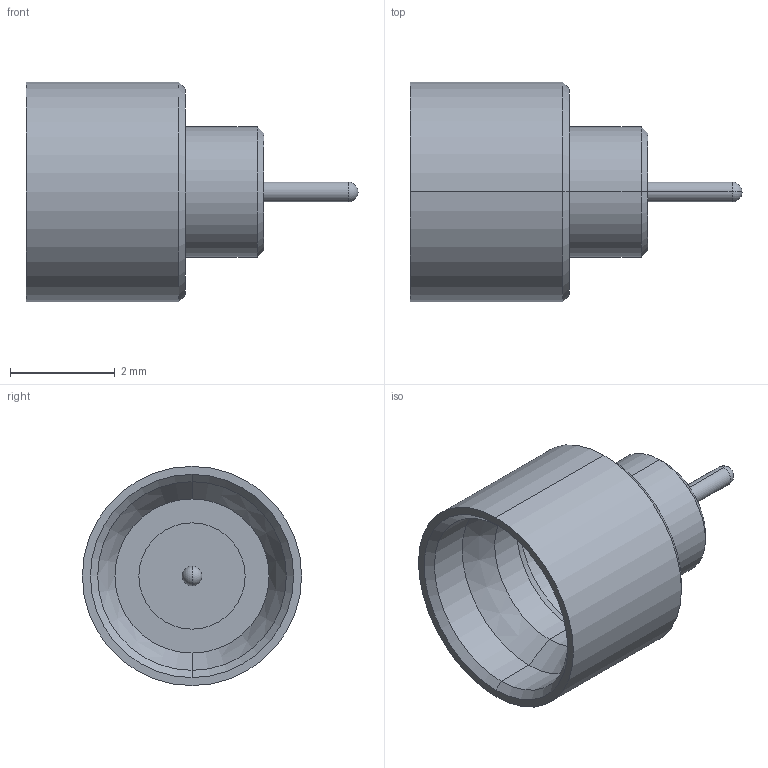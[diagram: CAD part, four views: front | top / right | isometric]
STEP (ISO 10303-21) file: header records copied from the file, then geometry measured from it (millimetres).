
FILE_DESCRIPTION (( 'STEP AP203' ), '1' );
FILE_NAME ('PE44779.step', '2019-06-14T17:31:16', ( '' ), ( '' ), 'SwSTEP 2.0', 'SolidWorks 2018', '' );
FILE_SCHEMA (( 'CONFIG_CONTROL_DESIGN' ));
Length unit declared in the file: inch
Products named in the file (1): PE44779
Bounding box: 6.35 x 4.19 x 4.19 mm (x, y, z)
Volume: 24.9 mm3; surface area: 110.1 mm2
Topology: 1 solids, 1 shells, 38 faces, 82 edges, 48 vertices
Faces by surface type: cylinder 18, cone 10, plane 6, sphere 4
Entity records: 1055 total; most frequent: DIRECTION 198, CARTESIAN_POINT 157, ORIENTED_EDGE 148, AXIS2_PLACEMENT_3D 85, EDGE_CURVE 74, CIRCLE 46, EDGE_LOOP 44, VERTEX_POINT 44
